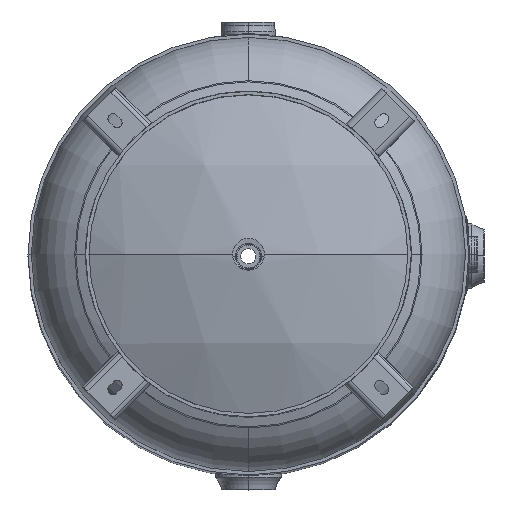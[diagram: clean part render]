
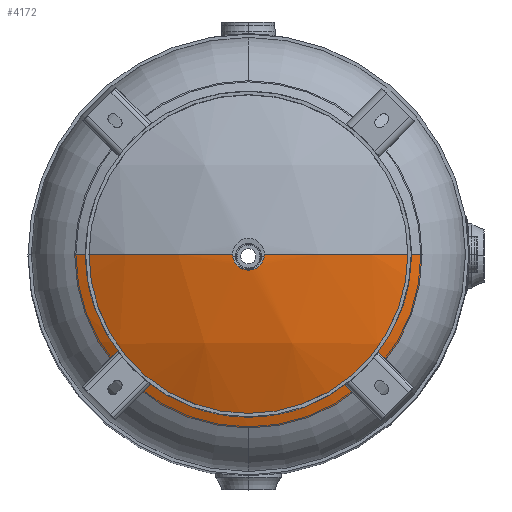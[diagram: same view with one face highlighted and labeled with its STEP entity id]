
A CAD part, top view. The second image highlights one B-rep face of the part: STEP entity #4172.
In plain terms, the highlighted spherical face has radius 548.64 mm.
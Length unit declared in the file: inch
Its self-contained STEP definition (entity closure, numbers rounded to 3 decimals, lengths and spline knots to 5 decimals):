
#230 = VERTEX_POINT ( 'NONE', #10556 ) ;
#232 = VERTEX_POINT ( 'NONE', #13782 ) ;
#254 = VERTEX_POINT ( 'NONE', #13798 ) ;
#1728 = CARTESIAN_POINT ( 'NONE',  ( -0.8775, 0., 33.48217 ) ) ;
#1736 = CARTESIAN_POINT ( 'NONE',  ( -9.6, 0., 31.24942 ) ) ;
#1752 = CIRCLE ( 'NONE', #1753, 9.6 ) ;
#1753 = AXIS2_PLACEMENT_3D ( 'NONE', #10998, #10999, #11000 ) ;
#1764 = AXIS2_PLACEMENT_3D ( 'NONE', #11049, #11050, #11051 ) ;
#1911 = CIRCLE ( 'NONE', #1764, 21.6 ) ;
#2009 = AXIS2_PLACEMENT_3D ( 'NONE', #10806, #10807, #10808 ) ;
#3879 = EDGE_CURVE ( 'NONE', #230, #254, #5834, .T. ) ;
#4172 = ADVANCED_FACE ( 'NONE', ( #10797 ), #10805, .T. ) ;
#4221 = EDGE_CURVE ( 'NONE', #254, #10430, #1752, .T. ) ;
#4238 = EDGE_CURVE ( 'NONE', #10414, #10430, #1911, .T. ) ;
#4251 = EDGE_CURVE ( 'NONE', #232, #230, #9141, .T. ) ;
#4365 = EDGE_CURVE ( 'NONE', #10414, #232, #5960, .T. ) ;
#5474 = ORIENTED_EDGE ( 'NONE', *, *, #3879, .F. ) ;
#5537 = EDGE_LOOP ( 'NONE', ( #14287, #14294, #14291, #5474, #14306 ) ) ;
#5830 = AXIS2_PLACEMENT_3D ( 'NONE', #8080, #8081, #8082 ) ;
#5834 = CIRCLE ( 'NONE', #5830, 9.6 ) ;
#5960 = CIRCLE ( 'NONE', #5962, 0.8775 ) ;
#5962 = AXIS2_PLACEMENT_3D ( 'NONE', #8479, #8480, #8481 ) ;
#8080 = CARTESIAN_POINT ( 'NONE',  ( 0., 0., 31.24942 ) ) ;
#8081 = DIRECTION ( 'NONE',  ( 0., 0., -1. ) ) ;
#8082 = DIRECTION ( 'NONE',  ( 0., 1., 0. ) ) ;
#8479 = CARTESIAN_POINT ( 'NONE',  ( 0., 0., 33.48217 ) ) ;
#8480 = DIRECTION ( 'NONE',  ( 0., 0., 1. ) ) ;
#8481 = DIRECTION ( 'NONE',  ( -1., 0., 0. ) ) ;
#9141 = CIRCLE ( 'NONE', #15036, 21.6 ) ;
#10414 = VERTEX_POINT ( 'NONE', #1728 ) ;
#10430 = VERTEX_POINT ( 'NONE', #1736 ) ;
#10556 = CARTESIAN_POINT ( 'NONE',  ( 9.6, 0., 31.24942 ) ) ;
#10797 = FACE_OUTER_BOUND ( 'NONE', #5537, .T. ) ;
#10805 = SPHERICAL_SURFACE ( 'NONE', #2009, 21.6 ) ;
#10806 = CARTESIAN_POINT ( 'NONE',  ( 0., 0., 11.9 ) ) ;
#10807 = DIRECTION ( 'NONE',  ( 0., -1., 0. ) ) ;
#10808 = DIRECTION ( 'NONE',  ( 1., 0., 0. ) ) ;
#10998 = CARTESIAN_POINT ( 'NONE',  ( 0., 0., 31.24942 ) ) ;
#10999 = DIRECTION ( 'NONE',  ( 0., 0., -1. ) ) ;
#11000 = DIRECTION ( 'NONE',  ( 0., 1., 0. ) ) ;
#11049 = CARTESIAN_POINT ( 'NONE',  ( 0., 0., 11.9 ) ) ;
#11050 = DIRECTION ( 'NONE',  ( 0., -1., 0. ) ) ;
#11051 = DIRECTION ( 'NONE',  ( 1., 0., 0. ) ) ;
#11155 = CARTESIAN_POINT ( 'NONE',  ( 0., 0., 11.9 ) ) ;
#11156 = DIRECTION ( 'NONE',  ( 0., 1., 0. ) ) ;
#11157 = DIRECTION ( 'NONE',  ( 0., 0., 1. ) ) ;
#13782 = CARTESIAN_POINT ( 'NONE',  ( 0.8775, 0., 33.48217 ) ) ;
#13798 = CARTESIAN_POINT ( 'NONE',  ( 0., -9.6, 31.24942 ) ) ;
#14287 = ORIENTED_EDGE ( 'NONE', *, *, #4365, .F. ) ;
#14291 = ORIENTED_EDGE ( 'NONE', *, *, #4221, .F. ) ;
#14294 = ORIENTED_EDGE ( 'NONE', *, *, #4238, .T. ) ;
#14306 = ORIENTED_EDGE ( 'NONE', *, *, #4251, .F. ) ;
#15036 = AXIS2_PLACEMENT_3D ( 'NONE', #11155, #11156, #11157 ) ;
